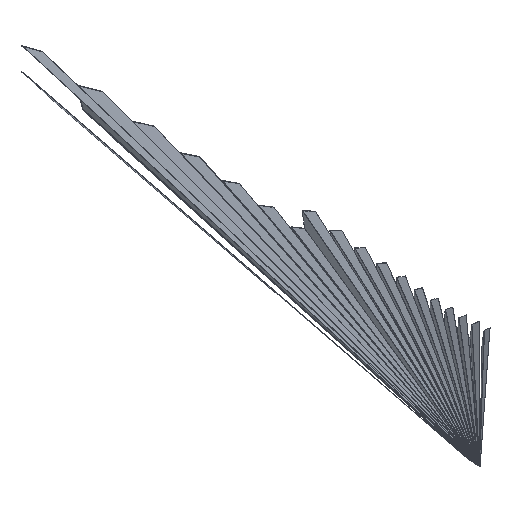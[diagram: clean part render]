
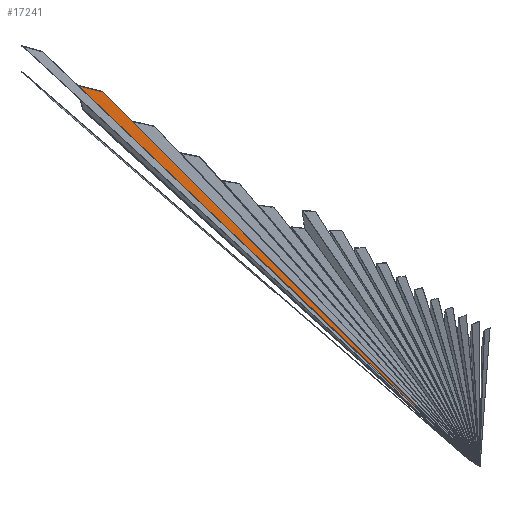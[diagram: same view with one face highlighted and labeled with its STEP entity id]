
A CAD part, left-side view. The second image highlights one B-rep face of the part: STEP entity #17241.
In plain terms, the highlighted planar face has unit normal (-0.237, -0.238, 0.942).
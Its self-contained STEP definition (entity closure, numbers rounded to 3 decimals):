
#17078 = PLANE('',#17079);
#17079 = AXIS2_PLACEMENT_3D('',#17080,#17081,#17082);
#17080 = CARTESIAN_POINT('',(750.,150.,150.));
#17081 = DIRECTION('',(-1.,0.,0.));
#17082 = DIRECTION('',(0.,0.,-1.));
#17132 = PLANE('',#17133);
#17133 = AXIS2_PLACEMENT_3D('',#17134,#17135,#17136);
#17134 = CARTESIAN_POINT('',(20.,4.,4.));
#17135 = DIRECTION('',(1.,0.,0.));
#17136 = DIRECTION('',(0.,0.,1.));
#17211 = PLANE('',#17212);
#17212 = AXIS2_PLACEMENT_3D('',#17213,#17214,#17215);
#17213 = CARTESIAN_POINT('',(385.,138.625,132.023));
#17214 = DIRECTION('',(0.377,-0.916,-0.137));
#17215 = DIRECTION('',(-0.925,-0.38,
    0.));
#17241 = ADVANCED_FACE('',(#17242),#17256,.F.);
#17242 = FACE_BOUND('',#17243,.F.);
#17243 = EDGE_LOOP('',(#17244,#17274,#17301,#17323));
#17244 = ORIENTED_EDGE('',*,*,#17245,.T.);
#17245 = EDGE_CURVE('',#17246,#17248,#17250,.T.);
#17246 = VERTEX_POINT('',#17247);
#17247 = CARTESIAN_POINT('',(750.,270.026,257.34));
#17248 = VERTEX_POINT('',#17249);
#17249 = CARTESIAN_POINT('',(750.,252.816,252.993));
#17250 = SURFACE_CURVE('',#17251,(#17255,#17267),.PCURVE_S1.);
#17251 = LINE('',#17252,#17253);
#17252 = CARTESIAN_POINT('',(750.,270.026,257.34));
#17253 = VECTOR('',#17254,1.);
#17254 = DIRECTION('',(0.,-0.97,-0.245));
#17255 = PCURVE('',#17256,#17261);
#17256 = PLANE('',#17257);
#17257 = AXIS2_PLACEMENT_3D('',#17258,#17259,#17260);
#17258 = CARTESIAN_POINT('',(388.84,135.541,
    132.37));
#17259 = DIRECTION('',(0.237,0.238,-0.942));
#17260 = DIRECTION('',(0.,-0.97,
    -0.245));
#17261 = DEFINITIONAL_REPRESENTATION('',(#17262),#17266);
#17262 = LINE('',#17263,#17264);
#17263 = CARTESIAN_POINT('',(-160.995,-371.781));
#17264 = VECTOR('',#17265,1.);
#17265 = DIRECTION('',(1.,0.));
#17266 = ( GEOMETRIC_REPRESENTATION_CONTEXT(2) 
PARAMETRIC_REPRESENTATION_CONTEXT() REPRESENTATION_CONTEXT('2D SPACE',''
  ) );
#17267 = PCURVE('',#17078,#17268);
#17268 = DEFINITIONAL_REPRESENTATION('',(#17269),#17273);
#17269 = LINE('',#17270,#17271);
#17270 = CARTESIAN_POINT('',(-107.34,-120.026));
#17271 = VECTOR('',#17272,1.);
#17272 = DIRECTION('',(0.245,0.97));
#17273 = ( GEOMETRIC_REPRESENTATION_CONTEXT(2) 
PARAMETRIC_REPRESENTATION_CONTEXT() REPRESENTATION_CONTEXT('2D SPACE',''
  ) );
#17274 = ORIENTED_EDGE('',*,*,#17275,.T.);
#17275 = EDGE_CURVE('',#17248,#17276,#17278,.T.);
#17276 = VERTEX_POINT('',#17277);
#17277 = CARTESIAN_POINT('',(20.,6.719,6.896));
#17278 = SURFACE_CURVE('',#17279,(#17283,#17290),.PCURVE_S1.);
#17279 = LINE('',#17280,#17281);
#17280 = CARTESIAN_POINT('',(750.,252.816,252.993));
#17281 = VECTOR('',#17282,1.);
#17282 = DIRECTION('',(-0.903,-0.304,-0.304));
#17283 = PCURVE('',#17256,#17284);
#17284 = DEFINITIONAL_REPRESENTATION('',(#17285),#17289);
#17285 = LINE('',#17286,#17287);
#17286 = CARTESIAN_POINT('',(-143.245,-371.781));
#17287 = VECTOR('',#17288,1.);
#17288 = DIRECTION('',(0.37,0.929));
#17289 = ( GEOMETRIC_REPRESENTATION_CONTEXT(2) 
PARAMETRIC_REPRESENTATION_CONTEXT() REPRESENTATION_CONTEXT('2D SPACE',''
  ) );
#17290 = PCURVE('',#17291,#17296);
#17291 = PLANE('',#17292);
#17292 = AXIS2_PLACEMENT_3D('',#17293,#17294,#17295);
#17293 = CARTESIAN_POINT('',(385.,129.791,129.791));
#17294 = DIRECTION('',(-0.359,0.922,0.143));
#17295 = DIRECTION('',(0.932,0.363,0.));
#17296 = DEFINITIONAL_REPRESENTATION('',(#17297),#17300);
#17297 = B_SPLINE_CURVE_WITH_KNOTS('',1,(#17298,#17299),.UNSPECIFIED.,
  .F.,.F.,(2,2),(0.,808.72),.PIECEWISE_BEZIER_KNOTS.);
#17298 = CARTESIAN_POINT('',(384.767,-124.473));
#17299 = CARTESIAN_POINT('',(-384.784,124.163));
#17300 = ( GEOMETRIC_REPRESENTATION_CONTEXT(2) 
PARAMETRIC_REPRESENTATION_CONTEXT() REPRESENTATION_CONTEXT('2D SPACE',''
  ) );
#17301 = ORIENTED_EDGE('',*,*,#17302,.F.);
#17302 = EDGE_CURVE('',#17303,#17276,#17305,.T.);
#17303 = VERTEX_POINT('',#17304);
#17304 = CARTESIAN_POINT('',(20.,7.178,7.012));
#17305 = SURFACE_CURVE('',#17306,(#17310,#17316),.PCURVE_S1.);
#17306 = LINE('',#17307,#17308);
#17307 = CARTESIAN_POINT('',(20.,7.178,7.012));
#17308 = VECTOR('',#17309,1.);
#17309 = DIRECTION('',(0.,-0.97,-0.245));
#17310 = PCURVE('',#17256,#17311);
#17311 = DEFINITIONAL_REPRESENTATION('',(#17312),#17315);
#17312 = B_SPLINE_CURVE_WITH_KNOTS('',1,(#17313,#17314),.UNSPECIFIED.,
  .F.,.F.,(2,2),(0.,0.474),.PIECEWISE_BEZIER_KNOTS.);
#17313 = CARTESIAN_POINT('',(155.154,379.686));
#17314 = CARTESIAN_POINT('',(155.628,379.686));
#17315 = ( GEOMETRIC_REPRESENTATION_CONTEXT(2) 
PARAMETRIC_REPRESENTATION_CONTEXT() REPRESENTATION_CONTEXT('2D SPACE',''
  ) );
#17316 = PCURVE('',#17132,#17317);
#17317 = DEFINITIONAL_REPRESENTATION('',(#17318),#17322);
#17318 = LINE('',#17319,#17320);
#17319 = CARTESIAN_POINT('',(3.012,-3.178));
#17320 = VECTOR('',#17321,1.);
#17321 = DIRECTION('',(-0.245,0.97));
#17322 = ( GEOMETRIC_REPRESENTATION_CONTEXT(2) 
PARAMETRIC_REPRESENTATION_CONTEXT() REPRESENTATION_CONTEXT('2D SPACE',''
  ) );
#17323 = ORIENTED_EDGE('',*,*,#17324,.T.);
#17324 = EDGE_CURVE('',#17303,#17246,#17325,.T.);
#17325 = SURFACE_CURVE('',#17326,(#17330,#17337),.PCURVE_S1.);
#17326 = LINE('',#17327,#17328);
#17327 = CARTESIAN_POINT('',(20.,7.178,7.012));
#17328 = VECTOR('',#17329,1.);
#17329 = DIRECTION('',(0.895,0.322,0.307));
#17330 = PCURVE('',#17256,#17331);
#17331 = DEFINITIONAL_REPRESENTATION('',(#17332),#17336);
#17332 = LINE('',#17333,#17334);
#17333 = CARTESIAN_POINT('',(155.154,379.686));
#17334 = VECTOR('',#17335,1.);
#17335 = DIRECTION('',(-0.388,-0.922));
#17336 = ( GEOMETRIC_REPRESENTATION_CONTEXT(2) 
PARAMETRIC_REPRESENTATION_CONTEXT() REPRESENTATION_CONTEXT('2D SPACE',''
  ) );
#17337 = PCURVE('',#17211,#17338);
#17338 = DEFINITIONAL_REPRESENTATION('',(#17339),#17342);
#17339 = B_SPLINE_CURVE_WITH_KNOTS('',1,(#17340,#17341),.UNSPECIFIED.,
  .F.,.F.,(2,2),(0.,815.263),.PIECEWISE_BEZIER_KNOTS.);
#17340 = CARTESIAN_POINT('',(387.565,126.192));
#17341 = CARTESIAN_POINT('',(-387.547,-126.502));
#17342 = ( GEOMETRIC_REPRESENTATION_CONTEXT(2) 
PARAMETRIC_REPRESENTATION_CONTEXT() REPRESENTATION_CONTEXT('2D SPACE',''
  ) );
